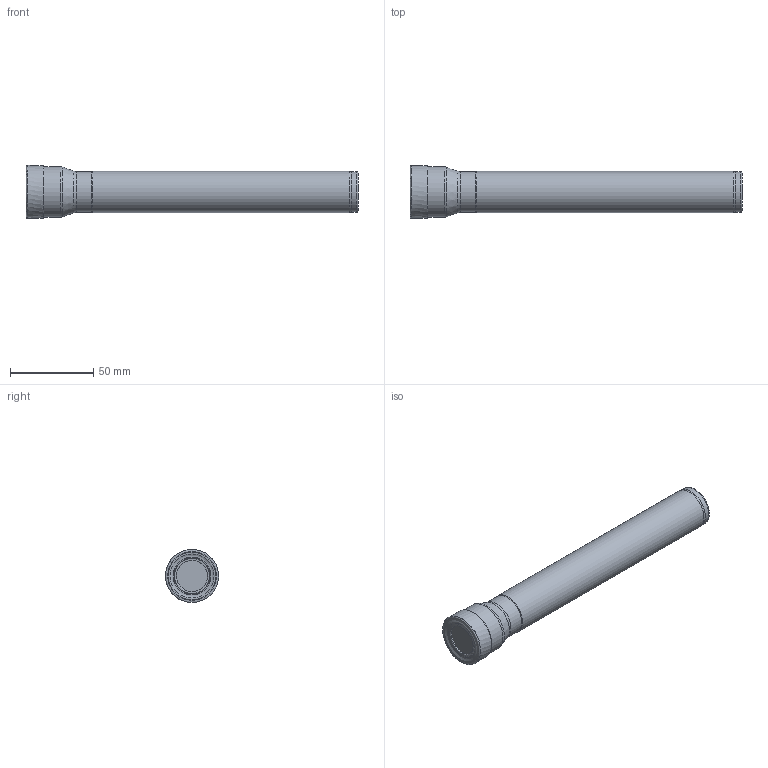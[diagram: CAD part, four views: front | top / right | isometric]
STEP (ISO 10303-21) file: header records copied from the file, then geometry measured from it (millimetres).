
FILE_DESCRIPTION(/* description */ (''),/* implementation_level */ '2;1');
FILE_NAME(/* name */ 'AEM90-R390.11-D32-C25-L200-Z03.stp',/* time_stamp */ '2023-10-25T21:12:23+03:00',/* author */ (''),/* organization */ (''),/* preprocessor_version */ 'ST-DEVELOPER v19.4',/* originating_system */ 'SIEMENS PLM Software NX2306.3001',/* authorisation */ '');
FILE_SCHEMA (('AUTOMOTIVE_DESIGN { 1 0 10303 214 3 1 1 1 }'));
Length unit declared in the file: millimetre
Products named in the file (1): AEM90-R390.11-D32-C25-L200-Z03
Bounding box: 200 x 31.94 x 31.97 mm (x, y, z)
Volume: 108681.2 mm3; surface area: 19965.6 mm2
Topology: 2 solids, 2 shells, 24 faces, 47 edges, 27 vertices
Faces by surface type: torus 6, cone 6, cylinder 4, plane 4, revolution 4
Full cylindrical faces by diameter (mm): 24.5 x2, 25 x1, 30.5 x1
Entity records: 712 total; most frequent: CARTESIAN_POINT 135, DIRECTION 92, EDGE_LOOP 46, ORIENTED_EDGE 46, FACE_BOUND 44, AXIS2_PLACEMENT_3D 44, ADVANCED_FACE 24, VERTEX_POINT 23
